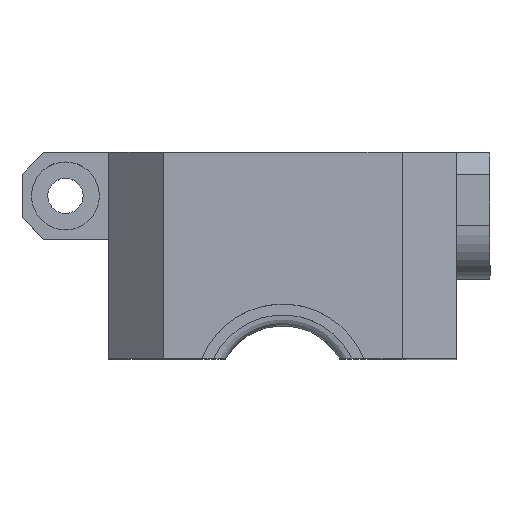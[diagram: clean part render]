
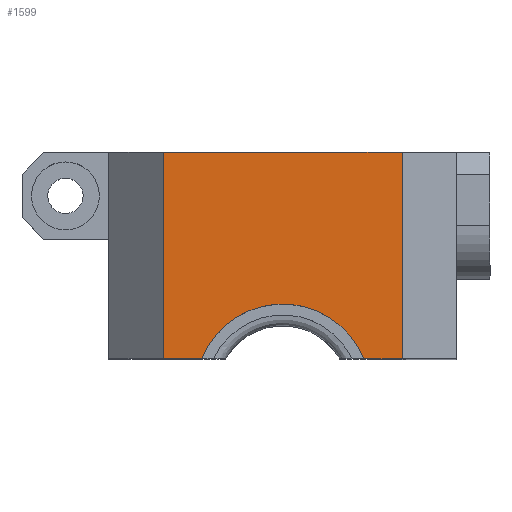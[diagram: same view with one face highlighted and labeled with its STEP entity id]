
A CAD part, top view. The second image highlights one B-rep face of the part: STEP entity #1599.
In plain terms, the highlighted planar face has unit normal (0, 0, 1).
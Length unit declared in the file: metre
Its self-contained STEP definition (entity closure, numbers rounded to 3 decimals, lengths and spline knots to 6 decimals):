
#63=LINE('',#2270,#203);
#119=LINE('',#2497,#259);
#140=LINE('',#2573,#280);
#141=LINE('',#2576,#281);
#142=LINE('',#2577,#282);
#143=LINE('',#2580,#283);
#203=VECTOR('',#1844,1.);
#259=VECTOR('',#1988,1.);
#280=VECTOR('',#2033,1.);
#281=VECTOR('',#2034,1.);
#282=VECTOR('',#2035,1.);
#283=VECTOR('',#2038,1.);
#528=ORIENTED_EDGE('',*,*,#953,.T.);
#529=ORIENTED_EDGE('',*,*,#954,.T.);
#530=ORIENTED_EDGE('',*,*,#832,.F.);
#531=ORIENTED_EDGE('',*,*,#955,.T.);
#532=ORIENTED_EDGE('',*,*,#924,.T.);
#533=ORIENTED_EDGE('',*,*,#956,.T.);
#534=ORIENTED_EDGE('',*,*,#957,.F.);
#535=ORIENTED_EDGE('',*,*,#958,.F.);
#832=EDGE_CURVE('',#1062,#1063,#63,.T.);
#924=EDGE_CURVE('',#1140,#1141,#119,.T.);
#953=EDGE_CURVE('',#1160,#1161,#140,.T.);
#954=EDGE_CURVE('',#1161,#1063,#141,.T.);
#955=EDGE_CURVE('',#1062,#1140,#142,.T.);
#956=EDGE_CURVE('',#1141,#1162,#1245,.T.);
#957=EDGE_CURVE('',#1163,#1162,#143,.T.);
#958=EDGE_CURVE('',#1160,#1163,#1246,.T.);
#1062=VERTEX_POINT('',#2269);
#1063=VERTEX_POINT('',#2271);
#1140=VERTEX_POINT('',#2498);
#1141=VERTEX_POINT('',#2499);
#1160=VERTEX_POINT('',#2574);
#1161=VERTEX_POINT('',#2575);
#1162=VERTEX_POINT('',#2579);
#1163=VERTEX_POINT('',#2581);
#1245=CIRCLE('',#1741,0.00805);
#1246=CIRCLE('',#1742,0.008052);
#1309=EDGE_LOOP('',(#528,#529,#530,#531,#532,#533,#534,#535));
#1431=FACE_BOUND('',#1309,.T.);
#1529=PLANE('',#1740);
#1599=ADVANCED_FACE('',(#1431),#1529,.F.);
#1740=AXIS2_PLACEMENT_3D('',#2572,#2031,#2032);
#1741=AXIS2_PLACEMENT_3D('',#2578,#2036,#2037);
#1742=AXIS2_PLACEMENT_3D('',#2582,#2039,#2040);
#1844=DIRECTION('',(1.,0.,0.));
#1988=DIRECTION('',(1.,0.,0.));
#2031=DIRECTION('',(0.,0.,-1.));
#2032=DIRECTION('',(0.,1.,0.));
#2033=DIRECTION('',(1.,0.,0.));
#2034=DIRECTION('',(0.,1.,0.));
#2035=DIRECTION('',(0.,-1.,0.));
#2036=DIRECTION('',(0.,0.,-1.));
#2037=DIRECTION('',(0.,1.,0.));
#2038=DIRECTION('',(0.,-1.,0.));
#2039=DIRECTION('',(0.,0.,1.));
#2040=DIRECTION('',(1.,0.,0.));
#2269=CARTESIAN_POINT('',(-0.011001,0.094562,-0.2391));
#2270=CARTESIAN_POINT('',(0.009727,0.094562,-0.2391));
#2271=CARTESIAN_POINT('',(0.010999,0.094562,-0.2391));
#2497=CARTESIAN_POINT('',(0.009727,0.07554,-0.2391));
#2498=CARTESIAN_POINT('',(-0.011001,0.07554,-0.2391));
#2499=CARTESIAN_POINT('',(-0.007465,0.07554,-0.2391));
#2572=CARTESIAN_POINT('',(0.009727,0.10054,-0.2391));
#2573=CARTESIAN_POINT('',(0.009727,0.07554,-0.2391));
#2574=CARTESIAN_POINT('',(0.007477,0.07554,-0.2391));
#2575=CARTESIAN_POINT('',(0.010999,0.07554,-0.2391));
#2576=CARTESIAN_POINT('',(0.010999,0.10054,-0.2391));
#2577=CARTESIAN_POINT('',(-0.011001,0.07554,-0.2391));
#2578=CARTESIAN_POINT('',(0.000005,0.07254,-0.2391));
#2579=CARTESIAN_POINT('',(-0.001891,0.080364,-0.2391));
#2580=CARTESIAN_POINT('',(-0.001891,0.073515,-0.2391));
#2581=CARTESIAN_POINT('',(-0.001891,0.080366,-0.2391));
#2582=CARTESIAN_POINT('',(0.000005,0.07254,-0.2391));
